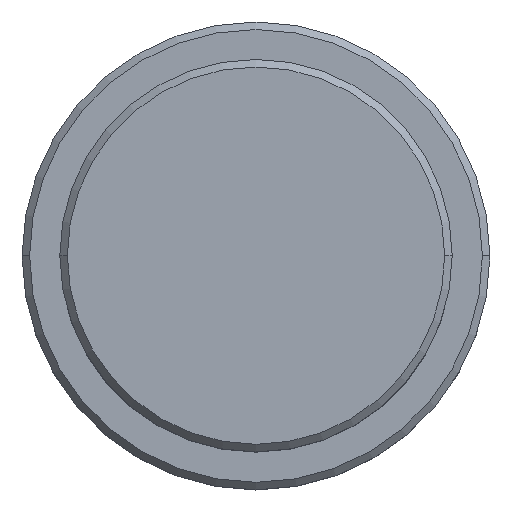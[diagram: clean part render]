
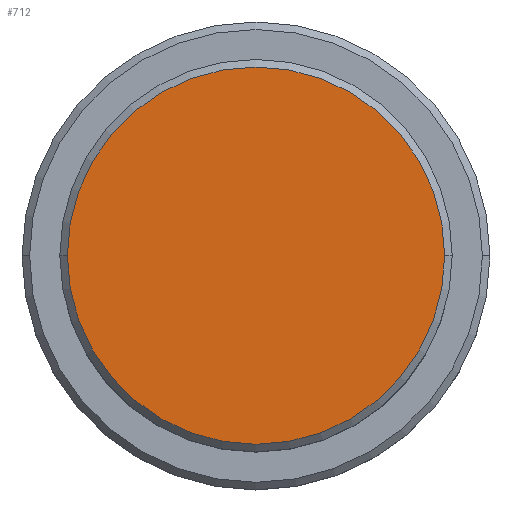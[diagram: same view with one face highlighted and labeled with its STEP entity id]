
A CAD part, top view. The second image highlights one B-rep face of the part: STEP entity #712.
In plain terms, the highlighted planar face has unit normal (0, 0, 1).
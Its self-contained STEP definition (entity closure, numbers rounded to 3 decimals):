
#89 = ORIENTED_EDGE ( 'NONE', *, *, #375, .T. ) ;
#90 = CARTESIAN_POINT ( 'NONE',  ( 0., 0., 0. ) ) ;
#364 = EDGE_CURVE ( 'NONE', #1140, #921, #1353, .T. ) ;
#375 = EDGE_CURVE ( 'NONE', #921, #1140, #1307, .T. ) ;
#433 = AXIS2_PLACEMENT_3D ( 'NONE', #90, #1182, #742 ) ;
#539 = CARTESIAN_POINT ( 'NONE',  ( 0., 0., 0. ) ) ;
#548 = ORIENTED_EDGE ( 'NONE', *, *, #364, .T. ) ;
#712 = ADVANCED_FACE ( 'NONE', ( #838 ), #853, .T. ) ;
#742 = DIRECTION ( 'NONE',  ( 1., 0., 0. ) ) ;
#838 = FACE_OUTER_BOUND ( 'NONE', #1057, .T. ) ;
#846 = DIRECTION ( 'NONE',  ( 1., 0., 0. ) ) ;
#853 = PLANE ( 'NONE',  #1237 ) ;
#861 = DIRECTION ( 'NONE',  ( 1., 0., 0. ) ) ;
#921 = VERTEX_POINT ( 'NONE', #991 ) ;
#972 = DIRECTION ( 'NONE',  ( 0., 0., 1. ) ) ;
#991 = CARTESIAN_POINT ( 'NONE',  ( 12.5, 0., 0. ) ) ;
#1048 = AXIS2_PLACEMENT_3D ( 'NONE', #1177, #972, #861 ) ;
#1057 = EDGE_LOOP ( 'NONE', ( #548, #89 ) ) ;
#1140 = VERTEX_POINT ( 'NONE', #1414 ) ;
#1177 = CARTESIAN_POINT ( 'NONE',  ( 0., 0., 0. ) ) ;
#1182 = DIRECTION ( 'NONE',  ( 0., 0., 1. ) ) ;
#1237 = AXIS2_PLACEMENT_3D ( 'NONE', #539, #1396, #846 ) ;
#1307 = CIRCLE ( 'NONE', #433, 12.5 ) ;
#1353 = CIRCLE ( 'NONE', #1048, 12.5 ) ;
#1396 = DIRECTION ( 'NONE',  ( 0., 0., 1. ) ) ;
#1414 = CARTESIAN_POINT ( 'NONE',  ( -12.5, 0., 0. ) ) ;
